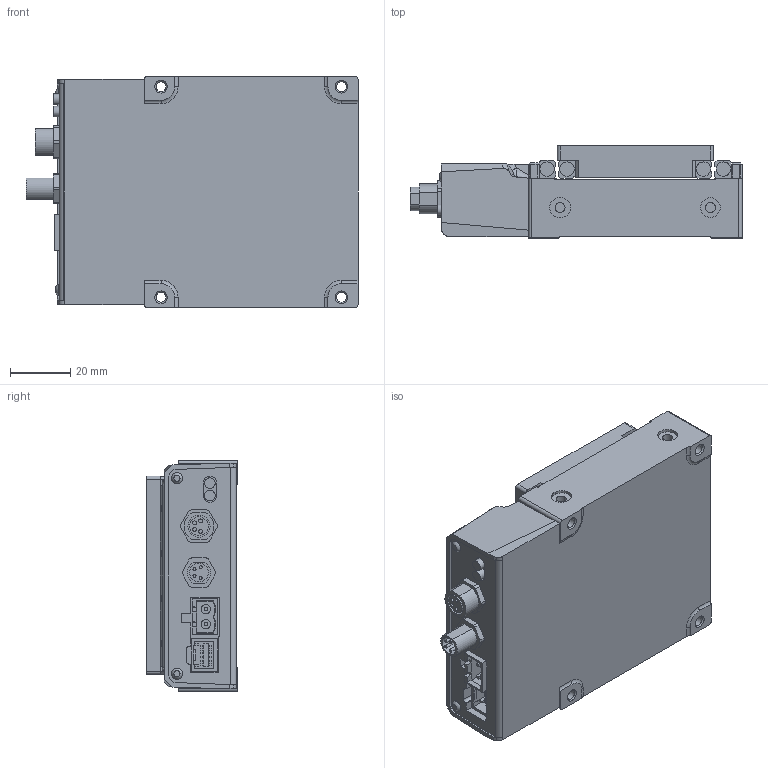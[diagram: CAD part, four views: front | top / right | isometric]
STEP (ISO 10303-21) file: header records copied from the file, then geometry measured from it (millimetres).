
FILE_DESCRIPTION (( 'STEP AP214' ), '1' );
FILE_NAME ('DMA_X-DMA10A-AE55T17Q.step', '2026-01-09T20:09:27', ( '' ), ( '' ), 'SwSTEP 2.0', 'SolidWorks 2025', '' );
FILE_SCHEMA (( 'AUTOMOTIVE_DESIGN' ));
Length unit declared in the file: millimetre
Products named in the file (3): DMA_base^DMA_X-DMA10A; DMA_X-DMA10A-AE55T17Q; DMA_carriage^DMA
Assembly tree (2 placements, depth 2):
  DMA_X-DMA10A-AE55T17Q
    DMA_base^DMA_X-DMA10A
    DMA_carriage^DMA
Bounding box: 110.42 x 30.5 x 77 mm (x, y, z)
Volume: 188593.9 mm3; surface area: 41487.1 mm2
Topology: 2 solids, 2 shells, 625 faces, 1508 edges, 987 vertices
Faces by surface type: plane 435, cylinder 164, cone 14, torus 8, bspline 4
Full cylindrical faces by diameter (mm): 1 x4, 1.3 x4, 1.6 x8, 2.5 x14, 3.1 x2, 3.3 x8, 3.556 x2, 3.8 x10, 4.2 x2, 4.4 x8, 4.5 x6, 4.8 x8, 5 x2, 5.5 x6, 6.2 x2, 6.51 x2, 7 x1, 7.35 x1, 8 x2, 8.2 x1
Entity records: 17734 total; most frequent: CARTESIAN_POINT 3424, DIRECTION 2908, ORIENTED_EDGE 2764, EDGE_CURVE 1382, VECTOR 972, LINE 972, AXIS2_PLACEMENT_3D 968, VERTEX_POINT 962
